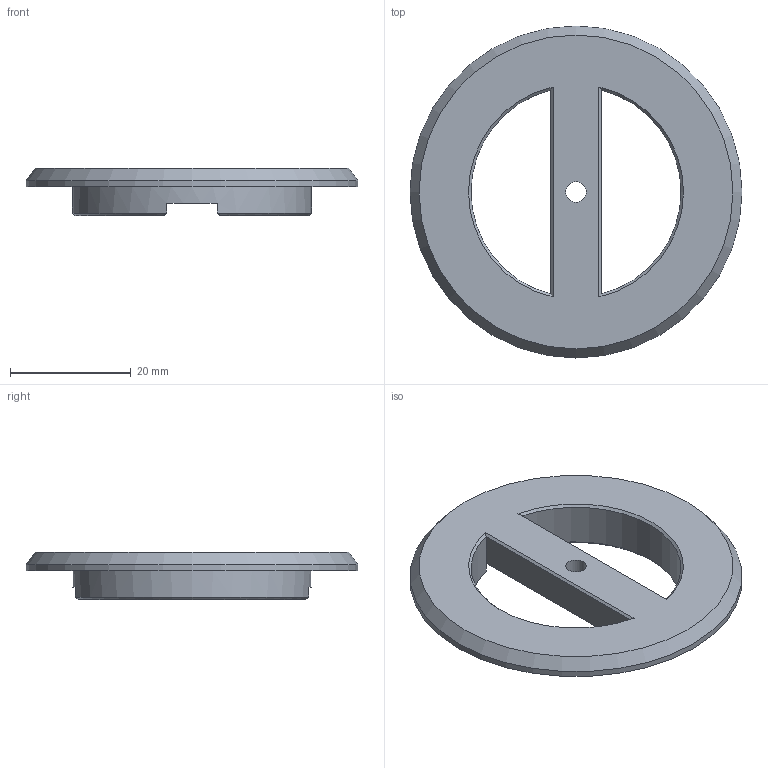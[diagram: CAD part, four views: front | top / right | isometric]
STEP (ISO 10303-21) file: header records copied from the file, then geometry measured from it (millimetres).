
FILE_DESCRIPTION(('FreeCAD Model'),'2;1');
FILE_NAME('Open CASCADE Shape Model','2024-10-16T14:20:37',(''),(''), 'Open CASCADE STEP processor 7.7','Ondsel','Unknown');
FILE_SCHEMA(('AUTOMOTIVE_DESIGN { 1 0 10303 214 1 1 1 1 }'));
Length unit declared in the file: millimetre
Products named in the file (2): Intake_Funnel_x4; Intake_Funnel-Body
Assembly tree (1 placements, depth 2):
  Intake_Funnel_x4
    Intake_Funnel-Body
Bounding box: 55 x 55 x 7.8 mm (x, y, z)
Volume: 6881.2 mm3; surface area: 5421.5 mm2
Topology: 1 solids, 1 shells, 30 faces, 69 edges, 40 vertices
Faces by surface type: plane 17, cone 8, cylinder 5
Full cylindrical faces by diameter (mm): 3.4 x1, 39.6 x1, 55 x1
Entity records: 893 total; most frequent: DIRECTION 165, CARTESIAN_POINT 143, ORIENTED_EDGE 138, EDGE_CURVE 69, AXIS2_PLACEMENT_3D 66, VERTEX_POINT 40, FACE_BOUND 35, EDGE_LOOP 35
